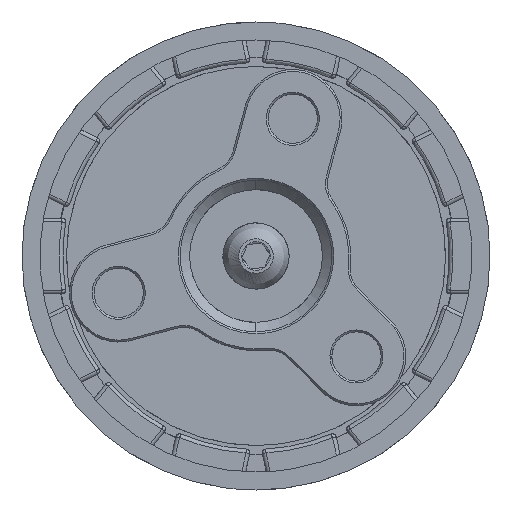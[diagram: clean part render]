
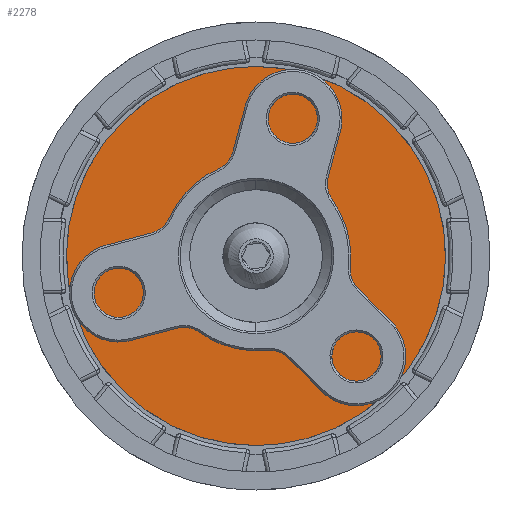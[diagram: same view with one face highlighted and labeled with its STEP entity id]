
A CAD part, front view. The second image highlights one B-rep face of the part: STEP entity #2278.
In plain terms, the highlighted free-form (B-spline) face has degree [1, 1] with [2, 2] control points.
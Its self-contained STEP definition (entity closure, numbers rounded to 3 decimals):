
#2186 = EDGE_CURVE('',#2187,#2189,#2191,.T.);
#2187 = VERTEX_POINT('',#2188);
#2188 = CARTESIAN_POINT('',(0.,5.4,
    5.063));
#2189 = VERTEX_POINT('',#2190);
#2190 = CARTESIAN_POINT('',(0.,5.4,-5.063));
#2191 = ( BOUNDED_CURVE() B_SPLINE_CURVE(2,(#2192,#2193,#2194,#2195,
#2196),.UNSPECIFIED.,.F.,.F.) B_SPLINE_CURVE_WITH_KNOTS((3,2,3),(0.,
1.571,3.142),.PIECEWISE_BEZIER_KNOTS.) CURVE() 
GEOMETRIC_REPRESENTATION_ITEM() RATIONAL_B_SPLINE_CURVE((1.,
0.707,1.,0.707,1.)) REPRESENTATION_ITEM('') );
#2192 = CARTESIAN_POINT('',(0.,5.4,5.063));
#2193 = CARTESIAN_POINT('',(5.063,5.4,5.063
    ));
#2194 = CARTESIAN_POINT('',(5.063,5.4,
    0.));
#2195 = CARTESIAN_POINT('',(5.063,5.4,
    -5.063));
#2196 = CARTESIAN_POINT('',(0.,5.4,
    -5.063));
#2237 = VERTEX_POINT('',#2238);
#2238 = CARTESIAN_POINT('',(0.,5.4,
    11.25));
#2254 = VERTEX_POINT('',#2255);
#2255 = CARTESIAN_POINT('',(0.,5.4,-11.25));
#2260 = EDGE_CURVE('',#2254,#2237,#2261,.T.);
#2261 = ( BOUNDED_CURVE() B_SPLINE_CURVE(2,(#2262,#2263,#2264,#2265,
#2266),.UNSPECIFIED.,.F.,.F.) B_SPLINE_CURVE_WITH_KNOTS((3,2,3),(
    3.142,4.712,6.283),
.PIECEWISE_BEZIER_KNOTS.) CURVE() GEOMETRIC_REPRESENTATION_ITEM() 
RATIONAL_B_SPLINE_CURVE((1.,0.707,1.,0.707,1.)) 
REPRESENTATION_ITEM('') );
#2262 = CARTESIAN_POINT('',(0.,5.4,
    -11.25));
#2263 = CARTESIAN_POINT('',(-11.25,5.4,
    -11.25));
#2264 = CARTESIAN_POINT('',(-11.25,5.4,
    0.));
#2265 = CARTESIAN_POINT('',(-11.25,5.4,
    11.25));
#2266 = CARTESIAN_POINT('',(0.,5.4,
    11.25));
#2278 = ADVANCED_FACE('',(#2279,#2290),#2301,.F.);
#2279 = FACE_BOUND('',#2280,.T.);
#2280 = EDGE_LOOP('',(#2281,#2289));
#2281 = ORIENTED_EDGE('',*,*,#2282,.T.);
#2282 = EDGE_CURVE('',#2189,#2187,#2283,.T.);
#2283 = ( BOUNDED_CURVE() B_SPLINE_CURVE(2,(#2284,#2285,#2286,#2287,
#2288),.UNSPECIFIED.,.F.,.F.) B_SPLINE_CURVE_WITH_KNOTS((3,2,3),(
    3.142,4.712,6.283),
.PIECEWISE_BEZIER_KNOTS.) CURVE() GEOMETRIC_REPRESENTATION_ITEM() 
RATIONAL_B_SPLINE_CURVE((1.,0.707,1.,0.707,1.)) 
REPRESENTATION_ITEM('') );
#2284 = CARTESIAN_POINT('',(0.,5.4,
    -5.063));
#2285 = CARTESIAN_POINT('',(-5.063,5.4,
    -5.063));
#2286 = CARTESIAN_POINT('',(-5.063,5.4,
    0.));
#2287 = CARTESIAN_POINT('',(-5.063,5.4,
    5.063));
#2288 = CARTESIAN_POINT('',(0.,5.4,
    5.063));
#2289 = ORIENTED_EDGE('',*,*,#2186,.T.);
#2290 = FACE_BOUND('',#2291,.T.);
#2291 = EDGE_LOOP('',(#2292,#2293));
#2292 = ORIENTED_EDGE('',*,*,#2260,.F.);
#2293 = ORIENTED_EDGE('',*,*,#2294,.F.);
#2294 = EDGE_CURVE('',#2237,#2254,#2295,.T.);
#2295 = ( BOUNDED_CURVE() B_SPLINE_CURVE(2,(#2296,#2297,#2298,#2299,
#2300),.UNSPECIFIED.,.F.,.F.) B_SPLINE_CURVE_WITH_KNOTS((3,2,3),(0.,
1.571,3.142),.PIECEWISE_BEZIER_KNOTS.) CURVE() 
GEOMETRIC_REPRESENTATION_ITEM() RATIONAL_B_SPLINE_CURVE((1.,
0.707,1.,0.707,1.)) REPRESENTATION_ITEM('') );
#2296 = CARTESIAN_POINT('',(0.,5.4,11.25));
#2297 = CARTESIAN_POINT('',(11.25,5.4,
    11.25));
#2298 = CARTESIAN_POINT('',(11.25,5.4,
    0.));
#2299 = CARTESIAN_POINT('',(11.25,5.4,
    -11.25));
#2300 = CARTESIAN_POINT('',(0.,5.4,
    -11.25));
#2301 = B_SPLINE_SURFACE_WITH_KNOTS('',1,1,(
    (#2302,#2303)
    ,(#2304,#2305
    )),.UNSPECIFIED.,.F.,.F.,.F.,(2,2),(2,2),(-10.,10.),(-10.,10.),
  .PIECEWISE_BEZIER_KNOTS.);
#2302 = CARTESIAN_POINT('',(-11.25,5.4,
    11.25));
#2303 = CARTESIAN_POINT('',(-11.25,5.4,
    -11.25));
#2304 = CARTESIAN_POINT('',(11.25,5.4,
    11.25));
#2305 = CARTESIAN_POINT('',(11.25,5.4,
    -11.25));
